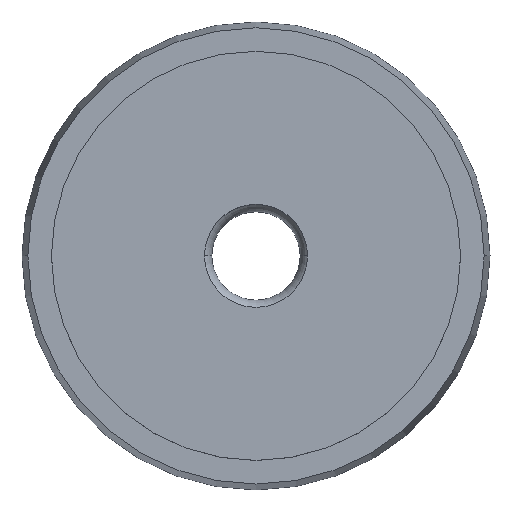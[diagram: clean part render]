
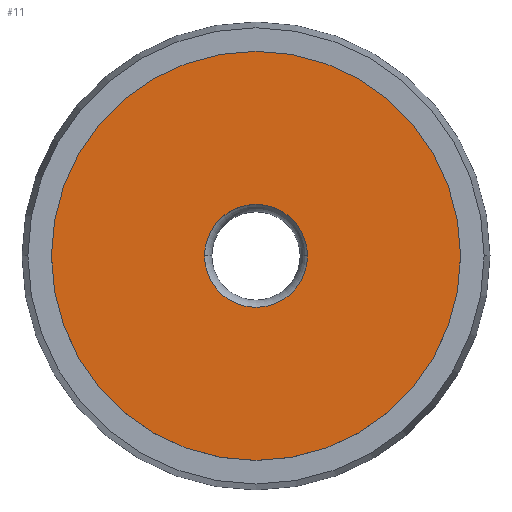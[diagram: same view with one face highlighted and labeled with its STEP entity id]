
A CAD part, top view. The second image highlights one B-rep face of the part: STEP entity #11.
In plain terms, the highlighted planar face has unit normal (0, 0, 1).
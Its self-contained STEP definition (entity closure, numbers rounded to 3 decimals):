
#5 = VERTEX_POINT ( 'NONE', #254 ) ;
#7 = ORIENTED_EDGE ( 'NONE', *, *, #130, .T. ) ;
#11 = ADVANCED_FACE ( 'NONE', ( #571, #196 ), #212, .F. ) ;
#21 = AXIS2_PLACEMENT_3D ( 'NONE', #273, #78, #629 ) ;
#29 = EDGE_LOOP ( 'NONE', ( #207, #7 ) ) ;
#35 = DIRECTION ( 'NONE',  ( 1., 0., 0. ) ) ;
#44 = VERTEX_POINT ( 'NONE', #411 ) ;
#61 = EDGE_CURVE ( 'NONE', #44, #608, #464, .T. ) ;
#75 = DIRECTION ( 'NONE',  ( 0., 0., 1. ) ) ;
#78 = DIRECTION ( 'NONE',  ( 0., 0., 1. ) ) ;
#99 = ORIENTED_EDGE ( 'NONE', *, *, #61, .F. ) ;
#116 = CARTESIAN_POINT ( 'NONE',  ( 0., 0., 0. ) ) ;
#125 = CARTESIAN_POINT ( 'NONE',  ( 6.95, 0., 0. ) ) ;
#130 = EDGE_CURVE ( 'NONE', #5, #617, #166, .T. ) ;
#166 = CIRCLE ( 'NONE', #558, 6.95 ) ;
#183 = CIRCLE ( 'NONE', #320, 6.95 ) ;
#194 = CARTESIAN_POINT ( 'NONE',  ( 0., 0., 0. ) ) ;
#196 = FACE_OUTER_BOUND ( 'NONE', #29, .T. ) ;
#207 = ORIENTED_EDGE ( 'NONE', *, *, #232, .T. ) ;
#212 = PLANE ( 'NONE',  #533 ) ;
#232 = EDGE_CURVE ( 'NONE', #617, #5, #183, .T. ) ;
#233 = ORIENTED_EDGE ( 'NONE', *, *, #473, .F. ) ;
#254 = CARTESIAN_POINT ( 'NONE',  ( -6.95, 0., 0. ) ) ;
#273 = CARTESIAN_POINT ( 'NONE',  ( 0., 0., 0. ) ) ;
#320 = AXIS2_PLACEMENT_3D ( 'NONE', #330, #588, #491 ) ;
#330 = CARTESIAN_POINT ( 'NONE',  ( 0., 0., 0. ) ) ;
#331 = CARTESIAN_POINT ( 'NONE',  ( 1.75, 0., 0. ) ) ;
#335 = EDGE_LOOP ( 'NONE', ( #233, #99 ) ) ;
#380 = AXIS2_PLACEMENT_3D ( 'NONE', #194, #553, #468 ) ;
#411 = CARTESIAN_POINT ( 'NONE',  ( -1.75, 0., 0. ) ) ;
#418 = DIRECTION ( 'NONE',  ( 0., 0., -1. ) ) ;
#464 = CIRCLE ( 'NONE', #21, 1.75 ) ;
#468 = DIRECTION ( 'NONE',  ( 1., 0., 0. ) ) ;
#473 = EDGE_CURVE ( 'NONE', #608, #44, #508, .T. ) ;
#491 = DIRECTION ( 'NONE',  ( 1., 0., 0. ) ) ;
#507 = DIRECTION ( 'NONE',  ( -1., 0., 0. ) ) ;
#508 = CIRCLE ( 'NONE', #380, 1.75 ) ;
#533 = AXIS2_PLACEMENT_3D ( 'NONE', #616, #418, #507 ) ;
#553 = DIRECTION ( 'NONE',  ( 0., 0., 1. ) ) ;
#558 = AXIS2_PLACEMENT_3D ( 'NONE', #116, #75, #35 ) ;
#571 = FACE_BOUND ( 'NONE', #335, .T. ) ;
#588 = DIRECTION ( 'NONE',  ( 0., 0., 1. ) ) ;
#608 = VERTEX_POINT ( 'NONE', #331 ) ;
#616 = CARTESIAN_POINT ( 'NONE',  ( 0., 0., 0. ) ) ;
#617 = VERTEX_POINT ( 'NONE', #125 ) ;
#629 = DIRECTION ( 'NONE',  ( 1., 0., 0. ) ) ;
